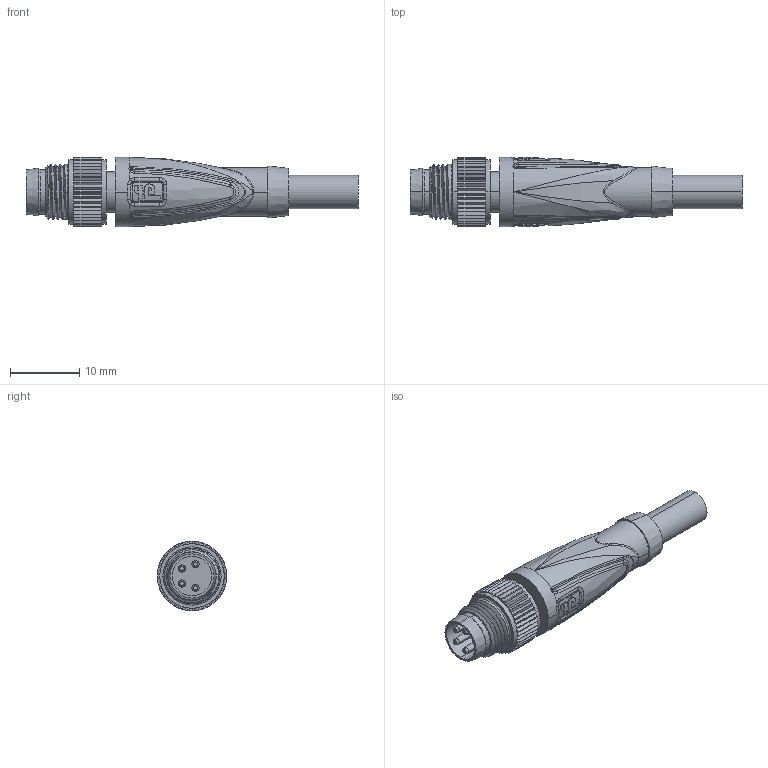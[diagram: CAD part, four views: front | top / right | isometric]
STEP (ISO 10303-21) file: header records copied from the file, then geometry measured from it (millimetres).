
FILE_DESCRIPTION((''),'2;1');
FILE_NAME('DM_CAD-1932','2014-01-13T',('creinig-se'),(''),'PRO/ENGINEER BY PARAMETRIC TECHNOLOGY CORPORATION, 2013050','PRO/ENGINEER BY PARAMETRIC TECHNOLOGY CORPORATION, 2013050','');
FILE_SCHEMA(('CONFIG_CONTROL_DESIGN'));
Length unit declared in the file: millimetre
Products named in the file (1): DM_CAD-1932
Bounding box: 47.9 x 10 x 10 mm (x, y, z)
Volume: 2174.2 mm3; surface area: 2132.6 mm2
Topology: 1 solids, 1 shells, 532 faces, 1247 edges, 732 vertices
Faces by surface type: plane 242, cylinder 120, bspline 114, cone 36, torus 12, sphere 8
Entity records: 28184 total; most frequent: CARTESIAN_POINT 11217, ORIENTED_EDGE 2494, DIRECTION 2333, EDGE_CURVE 1247, AXIS2_PLACEMENT_3D 925, FILL_AREA_STYLE_COLOUR 860, FILL_AREA_STYLE 860, SURFACE_STYLE_FILL_AREA 860
